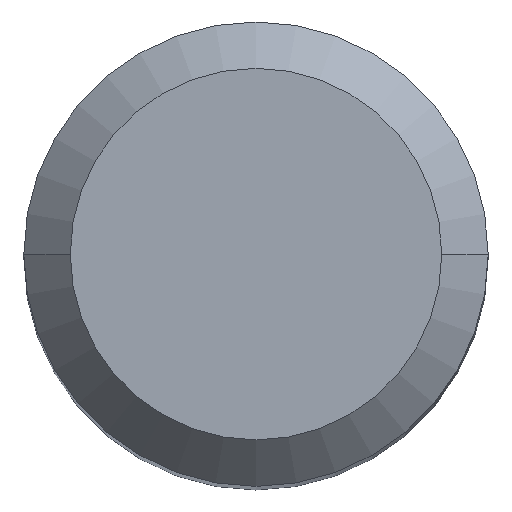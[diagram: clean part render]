
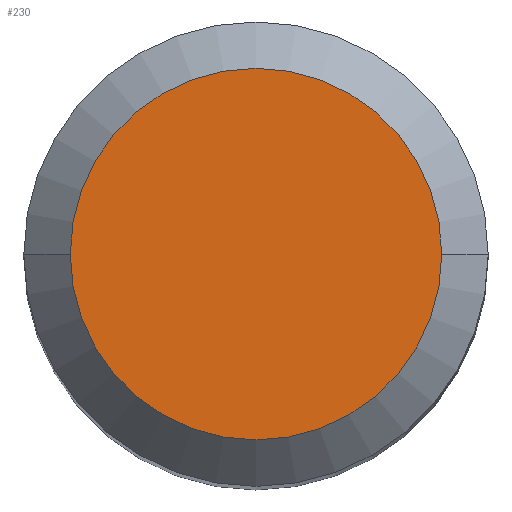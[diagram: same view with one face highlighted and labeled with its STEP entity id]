
A CAD part, top view. The second image highlights one B-rep face of the part: STEP entity #230.
In plain terms, the highlighted planar face has unit normal (0, 0, 1).
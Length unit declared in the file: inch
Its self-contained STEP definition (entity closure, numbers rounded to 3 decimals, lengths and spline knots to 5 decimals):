
#1 = DIRECTION ( 'NONE',  ( 0., 0., 1. ) ) ;
#9 = EDGE_CURVE ( 'NONE', #318, #447, #44, .T. ) ;
#19 = ORIENTED_EDGE ( 'NONE', *, *, #9, .T. ) ;
#36 = CARTESIAN_POINT ( 'NONE',  ( 0., 0., 0. ) ) ;
#38 = CIRCLE ( 'NONE', #280, 0.15748 ) ;
#44 = CIRCLE ( 'NONE', #227, 0.15748 ) ;
#49 = CARTESIAN_POINT ( 'NONE',  ( -0.15748, 0., 0. ) ) ;
#68 = CARTESIAN_POINT ( 'NONE',  ( 0., 0., 0. ) ) ;
#110 = EDGE_LOOP ( 'NONE', ( #372, #19 ) ) ;
#130 = EDGE_CURVE ( 'NONE', #447, #318, #38, .T. ) ;
#205 = CARTESIAN_POINT ( 'NONE',  ( 0., 0., 0. ) ) ;
#214 = AXIS2_PLACEMENT_3D ( 'NONE', #36, #333, #248 ) ;
#217 = DIRECTION ( 'NONE',  ( 0., 0., 1. ) ) ;
#227 = AXIS2_PLACEMENT_3D ( 'NONE', #68, #217, #435 ) ;
#230 = ADVANCED_FACE ( 'NONE', ( #375 ), #252, .F. ) ;
#248 = DIRECTION ( 'NONE',  ( -1., 0., 0. ) ) ;
#252 = PLANE ( 'NONE',  #214 ) ;
#280 = AXIS2_PLACEMENT_3D ( 'NONE', #205, #1, #379 ) ;
#318 = VERTEX_POINT ( 'NONE', #416 ) ;
#333 = DIRECTION ( 'NONE',  ( 0., 0., -1. ) ) ;
#372 = ORIENTED_EDGE ( 'NONE', *, *, #130, .T. ) ;
#375 = FACE_OUTER_BOUND ( 'NONE', #110, .T. ) ;
#379 = DIRECTION ( 'NONE',  ( 1., 0., 0. ) ) ;
#416 = CARTESIAN_POINT ( 'NONE',  ( 0.15748, 0., 0. ) ) ;
#435 = DIRECTION ( 'NONE',  ( 1., 0., 0. ) ) ;
#447 = VERTEX_POINT ( 'NONE', #49 ) ;
